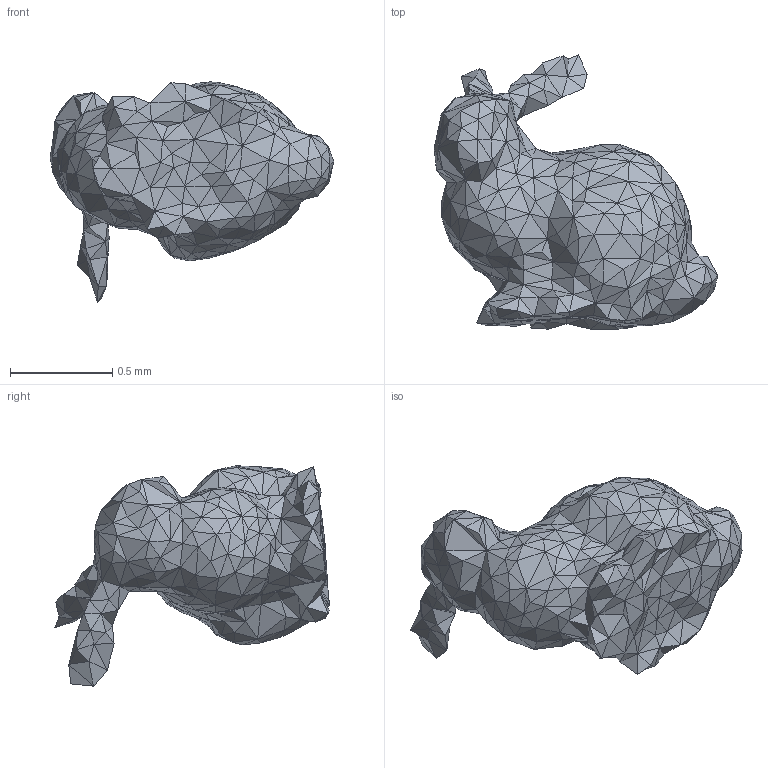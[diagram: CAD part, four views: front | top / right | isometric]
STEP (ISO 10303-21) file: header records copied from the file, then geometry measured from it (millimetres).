
FILE_DESCRIPTION(('FreeCAD Model'),'2;1');
FILE_NAME('bunny.step','2017-09-05T13:04:50',( 'Author'),(''),'Open CASCADE STEP processor 6.8','FreeCAD','Unknown' );
FILE_SCHEMA(('AUTOMOTIVE_DESIGN_CC2 { 1 2 10303 214 -1 1 5 4 }'));
Length unit declared in the file: millimetre
Products named in the file (2): ASSEMBLY; bunny001_(Solid)001
Assembly tree (1 placements, depth 2):
  ASSEMBLY
    bunny001_(Solid)001
Bounding box: 1.38 x 1.34 x 1.08 mm (x, y, z)
Volume: 0.5 mm3; surface area: 4.4 mm2
Topology: 1 solids, 1 shells, 922 faces, 1383 edges, 463 vertices
Faces by surface type: plane 922
Entity records: 34626 total; most frequent: CARTESIAN_POINT 6919, DIRECTION 4614, ORIENTED_EDGE 2766, LINE 2766, VECTOR 2766, PCURVE 2766, DEFINITIONAL_REPRESENTATION 2766, EDGE_CURVE 1383
